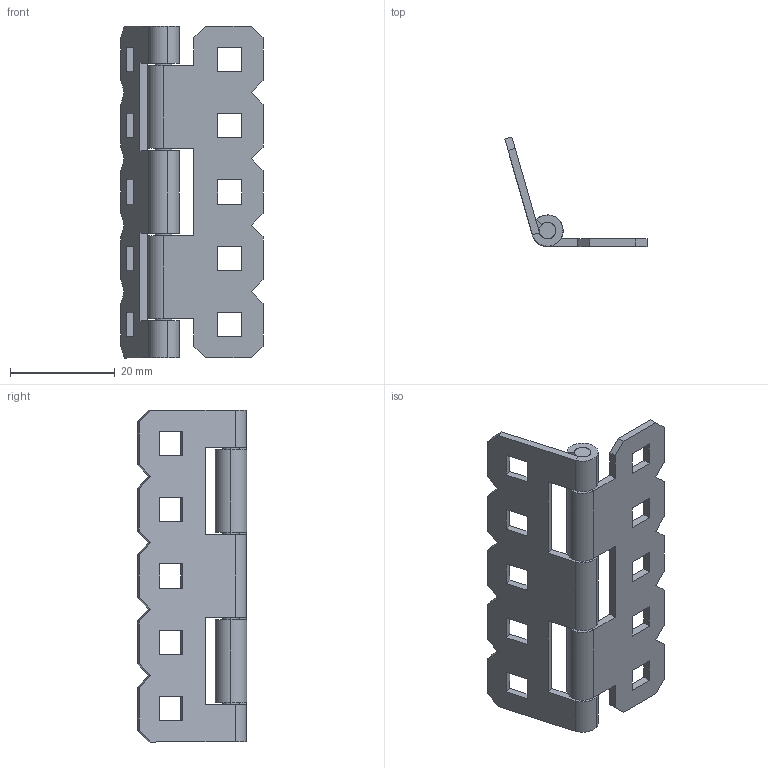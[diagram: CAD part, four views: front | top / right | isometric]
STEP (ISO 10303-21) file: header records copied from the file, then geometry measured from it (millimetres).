
FILE_DESCRIPTION (( 'STEP AP203' ), '1' );
FILE_NAME ('VEX-HINGE-ASM.STEP', '2011-01-25T22:30:58', ( '' ), ( '' ), 'SwSTEP 2.0', 'SolidWorks 2010', '' );
FILE_SCHEMA (( 'CONFIG_CONTROL_DESIGN' ));
Length unit declared in the file: inch
Products named in the file (4): VEX-HINGE-1 RevA; VEX-HINGE-PIN; VEX-HINGE-ASM; VEX-HINGE-2 RevA
Assembly tree (3 placements, depth 2):
  VEX-HINGE-ASM
    VEX-HINGE-PIN
    VEX-HINGE-1 RevA
    VEX-HINGE-2 RevA
Bounding box: 27.18 x 20.88 x 63.5 mm (x, y, z)
Volume: 4046 mm3; surface area: 6629.6 mm2
Topology: 3 solids, 3 shells, 142 faces, 388 edges, 252 vertices
Faces by surface type: plane 110, cylinder 32
Entity records: 4898 total; most frequent: CARTESIAN_POINT 788, ORIENTED_EDGE 776, DIRECTION 748, EDGE_CURVE 388, LINE 324, VECTOR 324, VERTEX_POINT 252, AXIS2_PLACEMENT_3D 212
